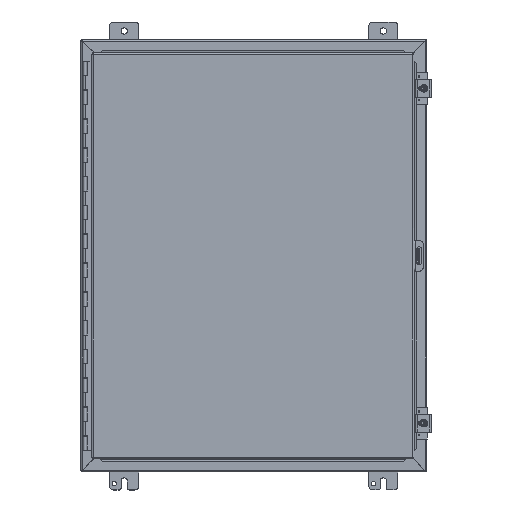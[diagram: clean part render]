
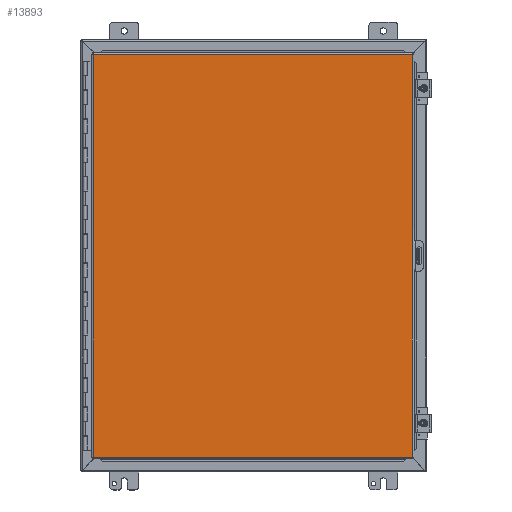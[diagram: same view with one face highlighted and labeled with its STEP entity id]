
A CAD part, top view. The second image highlights one B-rep face of the part: STEP entity #13893.
In plain terms, the highlighted face is planar.
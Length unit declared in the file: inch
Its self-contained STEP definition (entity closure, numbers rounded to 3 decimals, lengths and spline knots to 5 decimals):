
#13050=CARTESIAN_POINT('',(-11.08225,-13.9885,0.));
#13051=VERTEX_POINT('',#13050);
#13062=CARTESIAN_POINT('',(11.08225,-13.9885,0.));
#13063=VERTEX_POINT('',#13062);
#13064=CARTESIAN_POINT('',(11.08225,-13.9885,0.0));
#13065=DIRECTION('',(-1.0,0.0,0.0));
#13066=VECTOR('',#13065,22.1645);
#13067=LINE('',#13064,#13066);
#13068=EDGE_CURVE('',#13063,#13051,#13067,.T.);
#13184=CARTESIAN_POINT('',(-11.08225,13.9885,0.));
#13185=VERTEX_POINT('',#13184);
#13283=CARTESIAN_POINT('',(11.08225,13.9885,0.));
#13284=VERTEX_POINT('',#13283);
#13295=CARTESIAN_POINT('',(-11.08225,13.9885,0.0));
#13296=DIRECTION('',(1.0,0.0,0.0));
#13297=VECTOR('',#13296,22.1645);
#13298=LINE('',#13295,#13297);
#13299=EDGE_CURVE('',#13185,#13284,#13298,.T.);
#13604=CARTESIAN_POINT('',(-11.08225,-13.9885,0.0));
#13605=DIRECTION('',(0.0,1.0,0.0));
#13606=VECTOR('',#13605,27.977);
#13607=LINE('',#13604,#13606);
#13608=EDGE_CURVE('',#13051,#13185,#13607,.T.);
#13698=CARTESIAN_POINT('',(11.08225,13.9885,0.0));
#13699=DIRECTION('',(0.0,-1.0,0.0));
#13700=VECTOR('',#13699,27.977);
#13701=LINE('',#13698,#13700);
#13702=EDGE_CURVE('',#13284,#13063,#13701,.T.);
#13882=CARTESIAN_POINT('',(0.,0.,0.0));
#13883=DIRECTION('',(0.0,0.0,1.0));
#13884=DIRECTION('',(1.0,0.0,0.0));
#13885=AXIS2_PLACEMENT_3D('',#13882,#13883,#13884);
#13886=PLANE('',#13885);
#13887=ORIENTED_EDGE('',*,*,#13608,.T.);
#13888=ORIENTED_EDGE('',*,*,#13299,.T.);
#13889=ORIENTED_EDGE('',*,*,#13702,.T.);
#13890=ORIENTED_EDGE('',*,*,#13068,.T.);
#13891=EDGE_LOOP('',(#13887,#13888,#13889,#13890));
#13892=FACE_OUTER_BOUND('',#13891,.T.);
#13893=ADVANCED_FACE('',(#13892),#13886,.F.);
